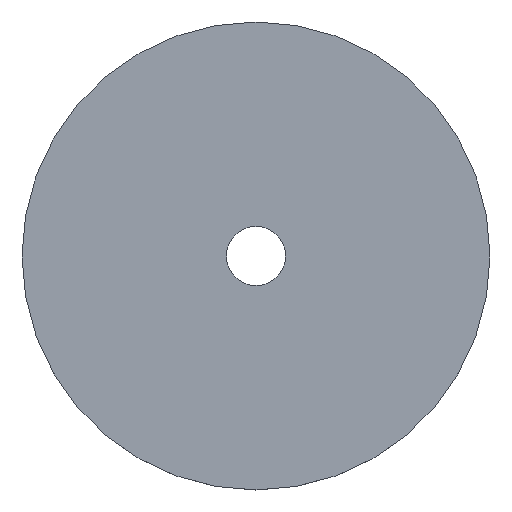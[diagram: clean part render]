
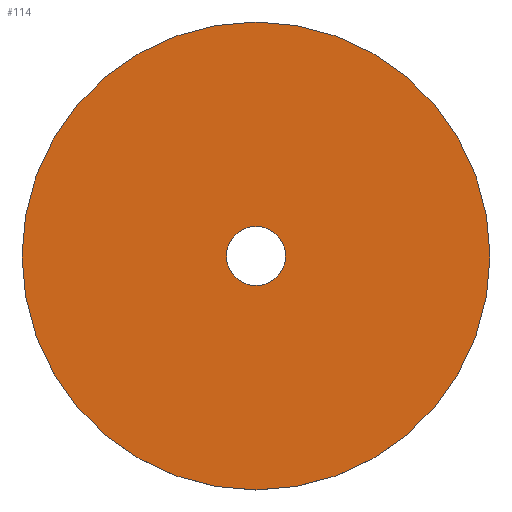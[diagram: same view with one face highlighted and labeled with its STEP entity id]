
A CAD part, top view. The second image highlights one B-rep face of the part: STEP entity #114.
In plain terms, the highlighted planar face has unit normal (0, 0, 1).
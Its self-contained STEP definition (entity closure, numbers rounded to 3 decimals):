
#15 = DIRECTION ( 'NONE',  ( 0., 0., 1. ) ) ;
#17 = DIRECTION ( 'NONE',  ( 0., 0., 1. ) ) ;
#18 = CIRCLE ( 'NONE', #169, 12.7 ) ;
#23 = FACE_BOUND ( 'NONE', #235, .T. ) ;
#32 = DIRECTION ( 'NONE',  ( 1., 0., 0. ) ) ;
#38 = EDGE_LOOP ( 'NONE', ( #232, #204 ) ) ;
#41 = DIRECTION ( 'NONE',  ( 1., 0., 0. ) ) ;
#42 = CIRCLE ( 'NONE', #147, 12.7 ) ;
#44 = VERTEX_POINT ( 'NONE', #138 ) ;
#50 = EDGE_CURVE ( 'NONE', #56, #44, #42, .T. ) ;
#56 = VERTEX_POINT ( 'NONE', #116 ) ;
#74 = CIRCLE ( 'NONE', #164, 1.6 ) ;
#81 = FACE_OUTER_BOUND ( 'NONE', #38, .T. ) ;
#83 = EDGE_CURVE ( 'NONE', #44, #56, #18, .T. ) ;
#84 = DIRECTION ( 'NONE',  ( 0., 0., 1. ) ) ;
#89 = CARTESIAN_POINT ( 'NONE',  ( 0., 0., 1. ) ) ;
#99 = PLANE ( 'NONE',  #239 ) ;
#101 = DIRECTION ( 'NONE',  ( 1., 0., 0. ) ) ;
#104 = DIRECTION ( 'NONE',  ( 1., 0., 0. ) ) ;
#105 = CARTESIAN_POINT ( 'NONE',  ( 0., 0., 1. ) ) ;
#114 = ADVANCED_FACE ( 'NONE', ( #81, #23 ), #99, .T. ) ;
#116 = CARTESIAN_POINT ( 'NONE',  ( 12.7, 0., 1. ) ) ;
#119 = DIRECTION ( 'NONE',  ( 0., 0., 1. ) ) ;
#121 = DIRECTION ( 'NONE',  ( 1., 0., 0. ) ) ;
#124 = CIRCLE ( 'NONE', #181, 1.6 ) ;
#130 = VERTEX_POINT ( 'NONE', #244 ) ;
#136 = ORIENTED_EDGE ( 'NONE', *, *, #228, .F. ) ;
#138 = CARTESIAN_POINT ( 'NONE',  ( -12.7, 0., 1. ) ) ;
#139 = CARTESIAN_POINT ( 'NONE',  ( 1.6, 0., 1. ) ) ;
#147 = AXIS2_PLACEMENT_3D ( 'NONE', #158, #84, #32 ) ;
#158 = CARTESIAN_POINT ( 'NONE',  ( 0., 0., 1. ) ) ;
#162 = CARTESIAN_POINT ( 'NONE',  ( 0., 0., 1. ) ) ;
#163 = CARTESIAN_POINT ( 'NONE',  ( 0., 0., 1. ) ) ;
#164 = AXIS2_PLACEMENT_3D ( 'NONE', #89, #217, #101 ) ;
#169 = AXIS2_PLACEMENT_3D ( 'NONE', #162, #15, #41 ) ;
#181 = AXIS2_PLACEMENT_3D ( 'NONE', #163, #119, #121 ) ;
#195 = ORIENTED_EDGE ( 'NONE', *, *, #210, .F. ) ;
#204 = ORIENTED_EDGE ( 'NONE', *, *, #50, .T. ) ;
#210 = EDGE_CURVE ( 'NONE', #130, #211, #74, .T. ) ;
#211 = VERTEX_POINT ( 'NONE', #139 ) ;
#217 = DIRECTION ( 'NONE',  ( 0., 0., 1. ) ) ;
#228 = EDGE_CURVE ( 'NONE', #211, #130, #124, .T. ) ;
#232 = ORIENTED_EDGE ( 'NONE', *, *, #83, .T. ) ;
#235 = EDGE_LOOP ( 'NONE', ( #195, #136 ) ) ;
#239 = AXIS2_PLACEMENT_3D ( 'NONE', #105, #17, #104 ) ;
#244 = CARTESIAN_POINT ( 'NONE',  ( -1.6, 0., 1. ) ) ;
